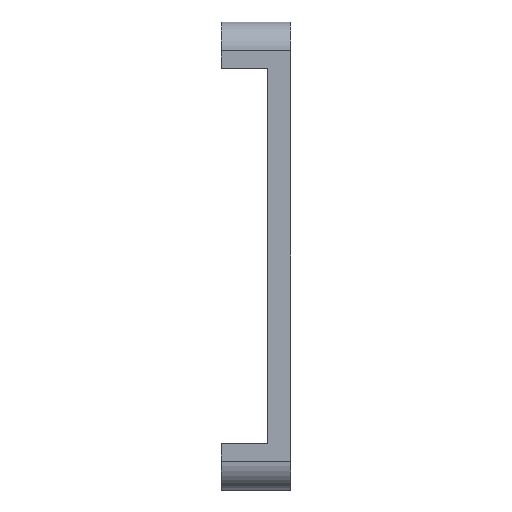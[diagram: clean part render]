
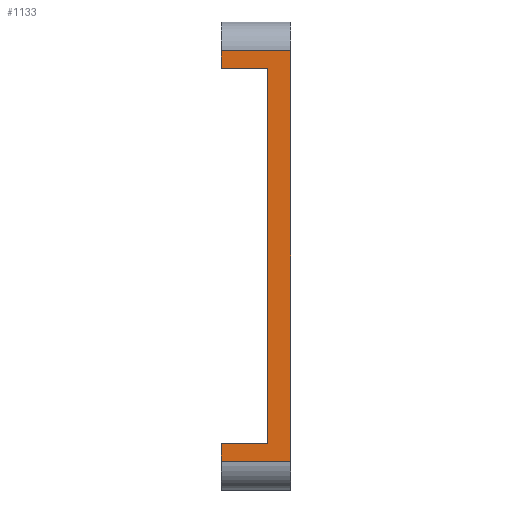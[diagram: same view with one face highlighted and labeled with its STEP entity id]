
A CAD part, left-side view. The second image highlights one B-rep face of the part: STEP entity #1133.
In plain terms, the highlighted planar face has unit normal (-1, 0, 0).
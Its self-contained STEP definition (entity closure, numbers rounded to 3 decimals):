
#122=PLANE('',#1225);
#165=FACE_OUTER_BOUND('',#217,.T.);
#217=EDGE_LOOP('',(#878,#879,#880,#881,#882,#883,#884,#885));
#310=LINE('',#1743,#424);
#311=LINE('',#1747,#425);
#312=LINE('',#1749,#426);
#313=LINE('',#1751,#427);
#314=LINE('',#1753,#428);
#315=LINE('',#1755,#429);
#316=LINE('',#1757,#430);
#317=LINE('',#1758,#431);
#424=VECTOR('',#1408,10.);
#425=VECTOR('',#1413,10.);
#426=VECTOR('',#1414,10.);
#427=VECTOR('',#1415,10.);
#428=VECTOR('',#1416,10.);
#429=VECTOR('',#1417,10.);
#430=VECTOR('',#1418,10.);
#431=VECTOR('',#1419,10.);
#594=VERTEX_POINT('',#1740);
#595=VERTEX_POINT('',#1742);
#596=VERTEX_POINT('',#1746);
#597=VERTEX_POINT('',#1748);
#598=VERTEX_POINT('',#1750);
#599=VERTEX_POINT('',#1752);
#600=VERTEX_POINT('',#1754);
#601=VERTEX_POINT('',#1756);
#709=EDGE_CURVE('',#594,#595,#310,.T.);
#711=EDGE_CURVE('',#596,#594,#311,.T.);
#712=EDGE_CURVE('',#597,#596,#312,.T.);
#713=EDGE_CURVE('',#598,#597,#313,.T.);
#714=EDGE_CURVE('',#598,#599,#314,.T.);
#715=EDGE_CURVE('',#600,#599,#315,.T.);
#716=EDGE_CURVE('',#601,#600,#316,.T.);
#717=EDGE_CURVE('',#601,#595,#317,.T.);
#878=ORIENTED_EDGE('',*,*,#709,.F.);
#879=ORIENTED_EDGE('',*,*,#711,.F.);
#880=ORIENTED_EDGE('',*,*,#712,.F.);
#881=ORIENTED_EDGE('',*,*,#713,.F.);
#882=ORIENTED_EDGE('',*,*,#714,.T.);
#883=ORIENTED_EDGE('',*,*,#715,.F.);
#884=ORIENTED_EDGE('',*,*,#716,.F.);
#885=ORIENTED_EDGE('',*,*,#717,.T.);
#1133=ADVANCED_FACE('',(#165),#122,.T.);
#1225=AXIS2_PLACEMENT_3D('',#1745,#1411,#1412);
#1408=DIRECTION('',(0.,-1.,0.));
#1411=DIRECTION('center_axis',(-1.,0.,0.));
#1412=DIRECTION('ref_axis',(0.,0.,1.));
#1413=DIRECTION('',(0.,0.,1.));
#1414=DIRECTION('',(0.,1.,0.));
#1415=DIRECTION('',(0.,0.,1.));
#1416=DIRECTION('',(0.,1.,0.));
#1417=DIRECTION('',(0.,0.,1.));
#1418=DIRECTION('',(0.,1.,0.));
#1419=DIRECTION('',(0.,0.,1.));
#1740=CARTESIAN_POINT('',(-42.5,6.,17.75));
#1742=CARTESIAN_POINT('',(-42.5,0.,17.75));
#1743=CARTESIAN_POINT('',(-42.5,0.,17.75));
#1745=CARTESIAN_POINT('Origin',(-42.5,0.,-17.75));
#1746=CARTESIAN_POINT('',(-42.5,6.,16.25));
#1747=CARTESIAN_POINT('',(-42.5,6.,-17.75));
#1748=CARTESIAN_POINT('',(-42.5,2.,16.25));
#1749=CARTESIAN_POINT('',(-42.5,0.,16.25));
#1750=CARTESIAN_POINT('',(-42.5,2.,-16.25));
#1751=CARTESIAN_POINT('',(-42.5,2.,-17.75));
#1752=CARTESIAN_POINT('',(-42.5,6.,-16.25));
#1753=CARTESIAN_POINT('',(-42.5,0.,-16.25));
#1754=CARTESIAN_POINT('',(-42.5,6.,-17.75));
#1755=CARTESIAN_POINT('',(-42.5,6.,-20.25));
#1756=CARTESIAN_POINT('',(-42.5,0.,-17.75));
#1757=CARTESIAN_POINT('',(-42.5,0.,-17.75));
#1758=CARTESIAN_POINT('',(-42.5,0.,-17.75));
